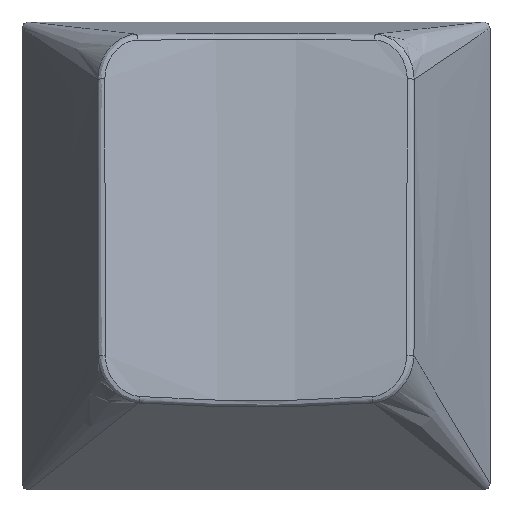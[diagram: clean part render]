
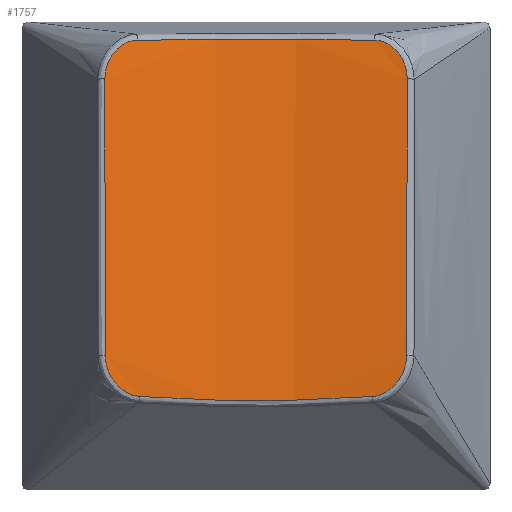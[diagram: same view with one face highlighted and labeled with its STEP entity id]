
A CAD part, top view. The second image highlights one B-rep face of the part: STEP entity #1757.
In plain terms, the highlighted free-form (B-spline) face has degree [1, 2] with [2, 3] control points.
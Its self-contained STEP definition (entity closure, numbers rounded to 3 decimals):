
#1077 = VERTEX_POINT('',#1078);
#1078 = CARTESIAN_POINT('',(14.546,126.571,
    7.108));
#1085 = EDGE_CURVE('',#1086,#1077,#1088,.T.);
#1086 = VERTEX_POINT('',#1087);
#1087 = CARTESIAN_POINT('',(14.564,137.211,
    6.119));
#1088 = B_SPLINE_CURVE_WITH_KNOTS('',3,(#1089,#1090,#1091,#1092,#1093,
    #1094,#1095,#1096,#1097),.UNSPECIFIED.,.F.,.F.,(4,1,1,1,1,1,4),(
    -10.685,-9.922,-9.159,-7.632,
    -4.579,-1.526,0.),.UNSPECIFIED.);
#1089 = CARTESIAN_POINT('',(14.564,137.211,
    6.119));
#1090 = CARTESIAN_POINT('',(14.564,136.957,
    6.143));
#1091 = CARTESIAN_POINT('',(14.563,136.451,
    6.19));
#1092 = CARTESIAN_POINT('',(14.561,135.437,
    6.284));
#1093 = CARTESIAN_POINT('',(14.558,133.664,
    6.448));
#1094 = CARTESIAN_POINT('',(14.553,131.131,
    6.684));
#1095 = CARTESIAN_POINT('',(14.549,128.598,
    6.919));
#1096 = CARTESIAN_POINT('',(14.547,127.078,7.06)
  );
#1097 = CARTESIAN_POINT('',(14.546,126.571,
    7.108));
#1155 = EDGE_CURVE('',#1077,#1156,#1158,.T.);
#1156 = VERTEX_POINT('',#1157);
#1157 = CARTESIAN_POINT('',(13.217,124.992,
    7.025));
#1158 = B_SPLINE_CURVE_WITH_KNOTS('',3,(#1159,#1160,#1161,#1162,#1163,
    #1164,#1165),.UNSPECIFIED.,.F.,.F.,(4,1,1,1,4),(0.,0.649,
    0.974,1.624,2.273),.UNSPECIFIED.);
#1159 = CARTESIAN_POINT('',(14.546,126.571,
    7.108));
#1160 = CARTESIAN_POINT('',(14.546,126.356,
    7.128));
#1161 = CARTESIAN_POINT('',(14.478,126.032,7.144
    ));
#1162 = CARTESIAN_POINT('',(14.225,125.553,
    7.141));
#1163 = CARTESIAN_POINT('',(13.842,125.159,
    7.108));
#1164 = CARTESIAN_POINT('',(13.429,125.007,
    7.056));
#1165 = CARTESIAN_POINT('',(13.217,124.992,
    7.025));
#1226 = EDGE_CURVE('',#1227,#1086,#1229,.T.);
#1227 = VERTEX_POINT('',#1228);
#1228 = CARTESIAN_POINT('',(13.31,138.698,
    5.761));
#1229 = B_SPLINE_CURVE_WITH_KNOTS('',3,(#1230,#1231,#1232,#1233,#1234,
    #1235,#1236),.UNSPECIFIED.,.F.,.F.,(4,1,1,1,4),(0.,0.312,
    0.624,1.248,2.184),.UNSPECIFIED.);
#1230 = CARTESIAN_POINT('',(13.31,138.698,
    5.761));
#1231 = CARTESIAN_POINT('',(13.412,138.696,
    5.777));
#1232 = CARTESIAN_POINT('',(13.614,138.662,
    5.812));
#1233 = CARTESIAN_POINT('',(13.984,138.485,
    5.891));
#1234 = CARTESIAN_POINT('',(14.415,138.035,
    6.012));
#1235 = CARTESIAN_POINT('',(14.564,137.521,
    6.09));
#1236 = CARTESIAN_POINT('',(14.564,137.211,
    6.119));
#1297 = EDGE_CURVE('',#1156,#1298,#1300,.T.);
#1298 = VERTEX_POINT('',#1299);
#1299 = CARTESIAN_POINT('',(4.283,124.992,
    7.025));
#1300 = B_SPLINE_CURVE_WITH_KNOTS('',3,(#1301,#1302,#1303,#1304,#1305),
  .UNSPECIFIED.,.F.,.F.,(4,1,4),(0.,3.876,9.045),
  .UNSPECIFIED.);
#1301 = CARTESIAN_POINT('',(13.217,124.992,
    7.025));
#1302 = CARTESIAN_POINT('',(11.951,124.903,
    6.844));
#1303 = CARTESIAN_POINT('',(8.966,124.785,6.601
    ));
#1304 = CARTESIAN_POINT('',(5.971,124.874,
    6.784));
#1305 = CARTESIAN_POINT('',(4.283,124.992,
    7.025));
#1354 = EDGE_CURVE('',#1355,#1227,#1357,.T.);
#1355 = VERTEX_POINT('',#1356);
#1356 = CARTESIAN_POINT('',(4.19,138.698,
    5.761));
#1357 = B_SPLINE_CURVE_WITH_KNOTS('',3,(#1358,#1359,#1360,#1361),
  .UNSPECIFIED.,.F.,.F.,(4,4),(0.,9.231),
  .PIECEWISE_BEZIER_KNOTS.);
#1358 = CARTESIAN_POINT('',(4.19,138.698,
    5.761));
#1359 = CARTESIAN_POINT('',(7.206,138.739,
    5.296));
#1360 = CARTESIAN_POINT('',(10.294,138.739,
    5.296));
#1361 = CARTESIAN_POINT('',(13.31,138.698,
    5.761));
#1404 = EDGE_CURVE('',#1298,#1405,#1407,.T.);
#1405 = VERTEX_POINT('',#1406);
#1406 = CARTESIAN_POINT('',(2.954,126.571,7.108)
  );
#1407 = B_SPLINE_CURVE_WITH_KNOTS('',3,(#1408,#1409,#1410,#1411,#1412,
    #1413,#1414),.UNSPECIFIED.,.F.,.F.,(4,1,1,1,4),(0.,
    0.649,1.299,1.624,2.273),
  .UNSPECIFIED.);
#1408 = CARTESIAN_POINT('',(4.283,124.992,7.025)
  );
#1409 = CARTESIAN_POINT('',(4.071,125.007,
    7.056));
#1410 = CARTESIAN_POINT('',(3.658,125.159,
    7.108));
#1411 = CARTESIAN_POINT('',(3.275,125.553,7.141
    ));
#1412 = CARTESIAN_POINT('',(3.022,126.032,
    7.144));
#1413 = CARTESIAN_POINT('',(2.954,126.356,
    7.128));
#1414 = CARTESIAN_POINT('',(2.954,126.571,7.108)
  );
#1475 = EDGE_CURVE('',#1476,#1355,#1478,.T.);
#1476 = VERTEX_POINT('',#1477);
#1477 = CARTESIAN_POINT('',(2.936,137.211,6.119
    ));
#1478 = B_SPLINE_CURVE_WITH_KNOTS('',3,(#1479,#1480,#1481,#1482,#1483,
    #1484,#1485),.UNSPECIFIED.,.F.,.F.,(4,1,1,1,4),(0.,0.936,
    1.56,1.872,2.184),.UNSPECIFIED.);
#1479 = CARTESIAN_POINT('',(2.936,137.211,
    6.119));
#1480 = CARTESIAN_POINT('',(2.936,137.521,
    6.09));
#1481 = CARTESIAN_POINT('',(3.085,138.035,
    6.012));
#1482 = CARTESIAN_POINT('',(3.516,138.485,
    5.891));
#1483 = CARTESIAN_POINT('',(3.886,138.662,
    5.812));
#1484 = CARTESIAN_POINT('',(4.088,138.696,
    5.777));
#1485 = CARTESIAN_POINT('',(4.19,138.698,
    5.761));
#1560 = EDGE_CURVE('',#1405,#1476,#1561,.T.);
#1561 = B_SPLINE_CURVE_WITH_KNOTS('',3,(#1562,#1563,#1564,#1565,#1566,
    #1567,#1568,#1569,#1570,#1571),.UNSPECIFIED.,.F.,.F.,(4,1,1,1,1,1,1,
    4),(-10.685,-9.159,-7.632,-4.579,
    -3.053,-1.526,-0.763,0.)
  ,.UNSPECIFIED.);
#1562 = CARTESIAN_POINT('',(2.954,126.571,7.108)
  );
#1563 = CARTESIAN_POINT('',(2.953,127.078,7.06
    ));
#1564 = CARTESIAN_POINT('',(2.952,128.091,
    6.966));
#1565 = CARTESIAN_POINT('',(2.949,130.118,
    6.778));
#1566 = CARTESIAN_POINT('',(2.945,132.144,
    6.59));
#1567 = CARTESIAN_POINT('',(2.941,134.171,
    6.401));
#1568 = CARTESIAN_POINT('',(2.939,135.437,
    6.284));
#1569 = CARTESIAN_POINT('',(2.937,136.451,
    6.19));
#1570 = CARTESIAN_POINT('',(2.936,136.957,
    6.143));
#1571 = CARTESIAN_POINT('',(2.936,137.211,
    6.119));
#1757 = ADVANCED_FACE('',(#1758),#1768,.T.);
#1758 = FACE_BOUND('',#1759,.T.);
#1759 = EDGE_LOOP('',(#1760,#1761,#1762,#1763,#1764,#1765,#1766,#1767));
#1760 = ORIENTED_EDGE('',*,*,#1085,.F.);
#1761 = ORIENTED_EDGE('',*,*,#1226,.F.);
#1762 = ORIENTED_EDGE('',*,*,#1354,.F.);
#1763 = ORIENTED_EDGE('',*,*,#1475,.F.);
#1764 = ORIENTED_EDGE('',*,*,#1560,.F.);
#1765 = ORIENTED_EDGE('',*,*,#1404,.F.);
#1766 = ORIENTED_EDGE('',*,*,#1297,.F.);
#1767 = ORIENTED_EDGE('',*,*,#1155,.F.);
#1768 = ( BOUNDED_SURFACE() B_SPLINE_SURFACE(1,2,(
    (#1769,#1770,#1771)
    ,(#1772,#1773,#1774
)),.UNSPECIFIED.,.F.,.F.,.F.) B_SPLINE_SURFACE_WITH_KNOTS((2,2),(3,3),(
    0.,1.148),(0.,0.872
),.PIECEWISE_BEZIER_KNOTS.) GEOMETRIC_REPRESENTATION_ITEM() 
RATIONAL_B_SPLINE_SURFACE((
    (1.,0.906,1.)
,(1.,0.906,1.))) REPRESENTATION_ITEM('') SURFACE() );
#1769 = CARTESIAN_POINT('',(-4.033,147.055,
    7.476));
#1770 = CARTESIAN_POINT('',(8.769,146.502,
    1.545));
#1771 = CARTESIAN_POINT('',(21.564,147.057,
    7.49));
#1772 = CARTESIAN_POINT('',(-4.033,112.433,
    10.705));
#1773 = CARTESIAN_POINT('',(8.769,111.88,
    4.774));
#1774 = CARTESIAN_POINT('',(21.564,112.434,
    10.719));
